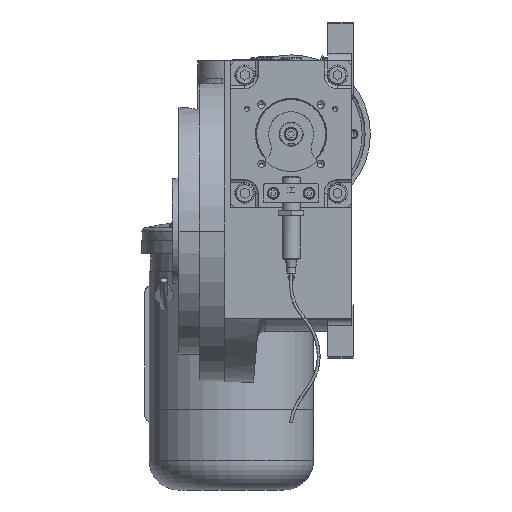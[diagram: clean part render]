
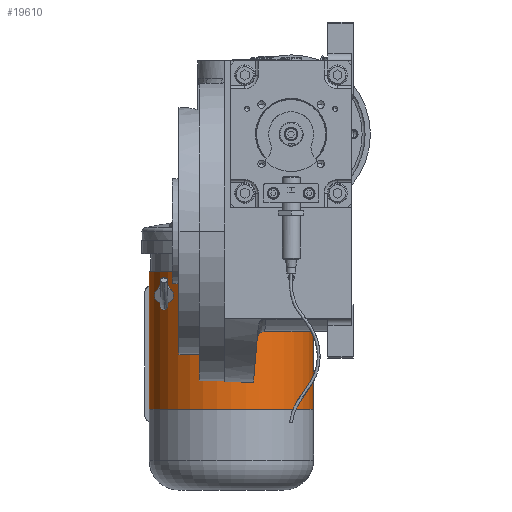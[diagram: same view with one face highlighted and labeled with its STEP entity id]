
A CAD part, left-side view. The second image highlights one B-rep face of the part: STEP entity #19610.
In plain terms, the highlighted cylindrical face has radius 55 mm (diameter 110 mm), a partial arc.
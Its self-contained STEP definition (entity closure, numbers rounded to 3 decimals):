
#1003 = DIRECTION ( 'NONE',  ( 0., 0., -1. ) ) ;
#5215 = AXIS2_PLACEMENT_3D ( 'NONE', #39544, #18830, #66843 ) ;
#9133 = DIRECTION ( 'NONE',  ( 0., 1., 0. ) ) ;
#9749 = AXIS2_PLACEMENT_3D ( 'NONE', #10082, #49613, #1003 ) ;
#9763 = LINE ( 'NONE', #38308, #97575 ) ;
#10082 = CARTESIAN_POINT ( 'NONE',  ( 0., 41., 0. ) ) ;
#15273 = CARTESIAN_POINT ( 'NONE',  ( 0., 132.9, -55. ) ) ;
#18830 = DIRECTION ( 'NONE',  ( 0., -1., 0. ) ) ;
#19610 = ADVANCED_FACE ( 'NONE', ( #58460 ), #21421, .T. ) ;
#21421 = CYLINDRICAL_SURFACE ( 'NONE', #88149, 55. ) ;
#29192 = EDGE_CURVE ( 'NONE', #90307, #59106, #128101, .T. ) ;
#29291 = ORIENTED_EDGE ( 'NONE', *, *, #29192, .F. ) ;
#29379 = EDGE_LOOP ( 'NONE', ( #29291, #104969, #64934, #80997, #64003 ) ) ;
#31383 = EDGE_CURVE ( 'NONE', #59106, #37013, #86371, .T. ) ;
#37013 = VERTEX_POINT ( 'NONE', #74834 ) ;
#38308 = CARTESIAN_POINT ( 'NONE',  ( 0., -60., 55. ) ) ;
#38332 = DIRECTION ( 'NONE',  ( 0., -1., 0. ) ) ;
#39544 = CARTESIAN_POINT ( 'NONE',  ( 0., 132.9, 0. ) ) ;
#43603 = CARTESIAN_POINT ( 'NONE',  ( 0., -60., -55. ) ) ;
#47023 = CARTESIAN_POINT ( 'NONE',  ( 0., -60., 55. ) ) ;
#48484 = CARTESIAN_POINT ( 'NONE',  ( 0., 132.9, 55. ) ) ;
#48698 = CIRCLE ( 'NONE', #5215, 55. ) ;
#48906 = VECTOR ( 'NONE', #107321, 1000. ) ;
#49613 = DIRECTION ( 'NONE',  ( 0., -1., 0. ) ) ;
#54670 = EDGE_CURVE ( 'NONE', #90307, #101788, #9763, .T. ) ;
#58460 = FACE_OUTER_BOUND ( 'NONE', #29379, .T. ) ;
#59106 = VERTEX_POINT ( 'NONE', #80441 ) ;
#64003 = ORIENTED_EDGE ( 'NONE', *, *, #31383, .F. ) ;
#64934 = ORIENTED_EDGE ( 'NONE', *, *, #94046, .T. ) ;
#66843 = DIRECTION ( 'NONE',  ( 0., 0., -1. ) ) ;
#68816 = CARTESIAN_POINT ( 'NONE',  ( 0., -60., 0. ) ) ;
#74834 = CARTESIAN_POINT ( 'NONE',  ( 0., 41., -55. ) ) ;
#75212 = CARTESIAN_POINT ( 'NONE',  ( 0., 50.417, 55. ) ) ;
#78538 = VERTEX_POINT ( 'NONE', #15273 ) ;
#80441 = CARTESIAN_POINT ( 'NONE',  ( 0., 41., 55. ) ) ;
#80997 = ORIENTED_EDGE ( 'NONE', *, *, #97287, .T. ) ;
#83137 = DIRECTION ( 'NONE',  ( 0., -1., 0. ) ) ;
#86371 = CIRCLE ( 'NONE', #9749, 55. ) ;
#88149 = AXIS2_PLACEMENT_3D ( 'NONE', #68816, #38332, #90763 ) ;
#90307 = VERTEX_POINT ( 'NONE', #75212 ) ;
#90763 = DIRECTION ( 'NONE',  ( 0., 0., -1. ) ) ;
#94046 = EDGE_CURVE ( 'NONE', #101788, #78538, #48698, .T. ) ;
#97287 = EDGE_CURVE ( 'NONE', #78538, #37013, #122738, .T. ) ;
#97575 = VECTOR ( 'NONE', #9133, 1000. ) ;
#101788 = VERTEX_POINT ( 'NONE', #48484 ) ;
#104969 = ORIENTED_EDGE ( 'NONE', *, *, #54670, .T. ) ;
#107321 = DIRECTION ( 'NONE',  ( 0., -1., 0. ) ) ;
#113116 = VECTOR ( 'NONE', #83137, 1000. ) ;
#122738 = LINE ( 'NONE', #43603, #113116 ) ;
#128101 = LINE ( 'NONE', #47023, #48906 ) ;
